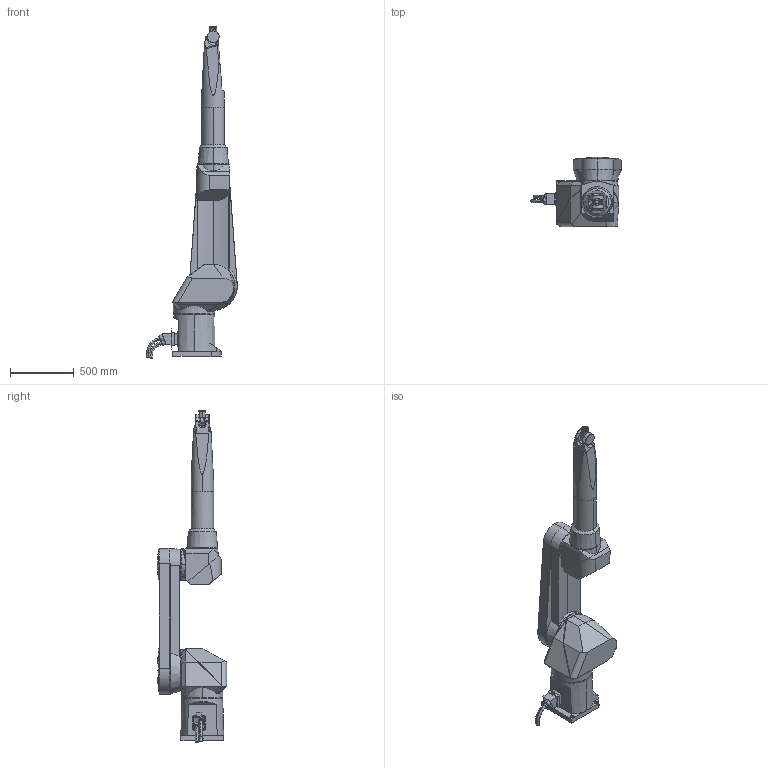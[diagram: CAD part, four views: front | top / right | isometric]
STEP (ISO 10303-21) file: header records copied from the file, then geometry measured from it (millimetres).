
FILE_DESCRIPTION(('CATIA V5 STEP'),'2;1');
FILE_NAME('RX130BXL-HB.stp','2009-09-10T13:49:24+00:00',('none'),('STAUBLI'),'CATIA Version 5 Release 18 SP 6 (IN-10)','CATIA V5 STEP AP214','none');
FILE_SCHEMA(('AUTOMOTIVE_DESIGN { 1 0 10303 214 1 1 1 1 }'));
Length unit declared in the file: millimetre
Products named in the file (8): RX130BXL-HB; RX130BXL BASE HORIZONTAL CABLE OUTLET WITH EXTERNAL HARD STOP; RX130BXL SHOULDER WITH EXTERNAL HARD STOP; RX130BXL ARM WITH ARM POWER LIGHT; RX130BXL ELBOW; RX130BXL FOREARM; RX130BXL WRIST; RX130BXL TOOL FLANGE
Assembly tree (7 placements, depth 2):
  RX130BXL-HB
    RX130BXL BASE HORIZONTAL CABLE OUTLET WITH EXTERNAL HARD STOP
    RX130BXL SHOULDER WITH EXTERNAL HARD STOP
    RX130BXL ARM WITH ARM POWER LIGHT
    RX130BXL ELBOW
    RX130BXL FOREARM
    RX130BXL WRIST
    RX130BXL TOOL FLANGE
Bounding box: 708.03 x 540.7 x 2595 mm (x, y, z)
Volume: 169311025.3 mm3; surface area: 3586606.4 mm2
Topology: 7 solids, 7 shells, 445 faces, 1142 edges, 748 vertices
Faces by surface type: plane 213, cylinder 143, cone 35, torus 24, bspline 22, sphere 8
Entity records: 15403 total; most frequent: CARTESIAN_POINT 5391, ORIENTED_EDGE 2244, DIRECTION 1536, EDGE_CURVE 1122, VERTEX_POINT 724, AXIS2_PLACEMENT_3D 651, VECTOR 515, LINE 515
